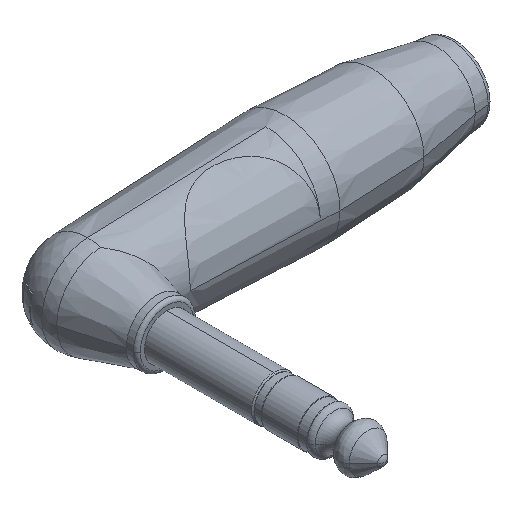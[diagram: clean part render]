
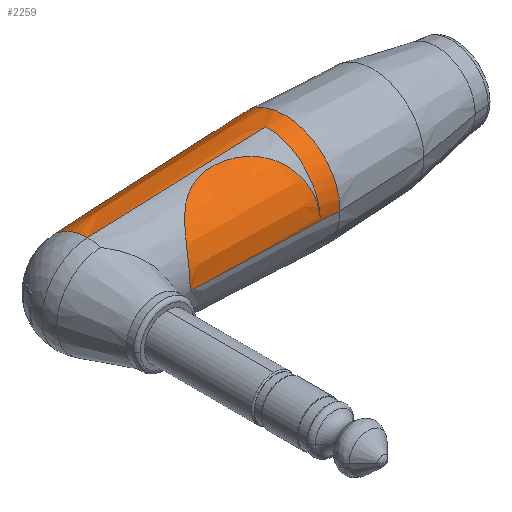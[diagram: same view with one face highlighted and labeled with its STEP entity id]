
A CAD part, isometric view. The second image highlights one B-rep face of the part: STEP entity #2259.
In plain terms, the highlighted conical face has half-angle 2.165 degrees and reference radius 7.273 mm.
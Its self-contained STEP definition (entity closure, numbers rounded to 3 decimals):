
#147=CARTESIAN_POINT('',(-0.255,7.,0.));
#148=DIRECTION('',(1.,0.,0.));
#149=DIRECTION('',(0.,0.,-1.));
#150=AXIS2_PLACEMENT_3D('',#147,#148,#149);
#443=CARTESIAN_POINT('',(25.,7.,0.));
#444=DIRECTION('',(1.,0.,0.));
#445=DIRECTION('',(0.,0.,-1.));
#446=AXIS2_PLACEMENT_3D('',#443,#444,#445);
#448=DIRECTION('',(0.999,0.038,0.));
#449=VECTOR('',#448,2.688);
#450=CARTESIAN_POINT('',(25.,14.7,0.));
#451=LINE('',#450,#449);
#452=DIRECTION('',(0.999,-0.038,0.));
#453=VECTOR('',#452,20.462);
#454=CARTESIAN_POINT('',(7.239,-0.029,0.));
#455=LINE('',#454,#453);
#456=CARTESIAN_POINT('',(21.459,4.385,7.1));
#457=CARTESIAN_POINT('',(21.136,4.658,7.187));
#458=CARTESIAN_POINT('',(20.45,5.158,7.31));
#459=CARTESIAN_POINT('',(19.308,5.756,7.386));
#460=CARTESIAN_POINT('',(18.052,6.163,7.392));
#461=CARTESIAN_POINT('',(16.684,6.343,7.356));
#462=CARTESIAN_POINT('',(15.258,6.26,7.295));
#463=CARTESIAN_POINT('',(13.86,5.919,7.203));
#464=CARTESIAN_POINT('',(12.533,5.354,7.05));
#465=CARTESIAN_POINT('',(11.304,4.603,6.79));
#466=CARTESIAN_POINT('',(10.228,3.741,6.381));
#467=CARTESIAN_POINT('',(9.343,2.864,5.814));
#468=CARTESIAN_POINT('',(8.639,2.039,5.093));
#469=CARTESIAN_POINT('',(8.107,1.329,4.257));
#470=CARTESIAN_POINT('',(7.705,0.734,3.289));
#471=CARTESIAN_POINT('',(7.434,0.301,2.25));
#472=CARTESIAN_POINT('',(7.274,0.031,1.133));
#473=CARTESIAN_POINT('',(7.239,-0.028,
0.377));
#474=CARTESIAN_POINT('',(7.239,-0.029,0.));
#476=DIRECTION('',(0.999,0.,-0.038));
#477=VECTOR('',#476,25.273);
#478=CARTESIAN_POINT('',(-0.255,7.,-6.745));
#479=LINE('',#478,#477);
#480=DIRECTION('',(0.999,0.,0.038));
#481=VECTOR('',#480,25.273);
#482=CARTESIAN_POINT('',(-0.255,7.,6.745));
#483=LINE('',#482,#481);
#484=CARTESIAN_POINT('',(25.,7.,0.));
#485=DIRECTION('',(-1.,0.,0.));
#486=DIRECTION('',(0.,-0.998,0.061));
#487=AXIS2_PLACEMENT_3D('',#484,#485,#486);
#489=CARTESIAN_POINT('',(25.,-0.686,0.468));
#490=CARTESIAN_POINT('',(24.991,-0.663,
0.84));
#491=CARTESIAN_POINT('',(24.947,-0.562,1.578));
#492=CARTESIAN_POINT('',(24.809,-0.25,2.65));
#493=CARTESIAN_POINT('',(24.596,0.204,3.642));
#494=CARTESIAN_POINT('',(24.394,0.596,4.249));
#495=CARTESIAN_POINT('',(24.278,0.811,4.535));
#497=CARTESIAN_POINT('',(24.278,0.811,4.535));
#498=CARTESIAN_POINT('',(24.146,1.06,4.866));
#499=CARTESIAN_POINT('',(23.83,1.603,5.474));
#500=CARTESIAN_POINT('',(23.21,2.529,6.222));
#501=CARTESIAN_POINT('',(22.423,3.495,6.773));
#502=CARTESIAN_POINT('',(21.798,4.097,7.007));
#503=CARTESIAN_POINT('',(21.459,4.385,7.1));
#518=CARTESIAN_POINT('',(27.686,7.,0.));
#519=DIRECTION('',(1.,0.,0.));
#520=DIRECTION('',(0.,1.,0.));
#521=AXIS2_PLACEMENT_3D('',#518,#519,#520);
#1577=CARTESIAN_POINT('',(-0.255,7.,-6.745));
#1579=VERTEX_POINT('',#1577);
#1580=CARTESIAN_POINT('',(-0.255,7.,6.745));
#1581=VERTEX_POINT('',#1580);
#1618=CARTESIAN_POINT('',(27.686,14.802,0.));
#1620=VERTEX_POINT('',#1618);
#1622=CARTESIAN_POINT('',(27.686,-0.802,0.));
#1624=VERTEX_POINT('',#1622);
#1662=CARTESIAN_POINT('',(25.,7.,-7.7));
#1663=CARTESIAN_POINT('',(25.,14.7,0.));
#1664=VERTEX_POINT('',#1662);
#1665=VERTEX_POINT('',#1663);
#1666=CARTESIAN_POINT('',(25.,-0.686,0.468));
#1667=CARTESIAN_POINT('',(25.,7.,7.7));
#1668=VERTEX_POINT('',#1666);
#1669=VERTEX_POINT('',#1667);
#1670=VERTEX_POINT('',#495);
#1671=VERTEX_POINT('',#503);
#1672=VERTEX_POINT('',#474);
#2231=CARTESIAN_POINT('',(13.716,7.,0.));
#2232=DIRECTION('',(1.,0.,0.));
#2233=DIRECTION('',(0.,0.,1.));
#2234=AXIS2_PLACEMENT_3D('',#2231,#2232,#2233);
#2235=CONICAL_SURFACE('',#2234,7.273,2.165);
#2237=ORIENTED_EDGE('',*,*,#2236,.T.);
#2239=ORIENTED_EDGE('',*,*,#2238,.F.);
#2240=ORIENTED_EDGE('',*,*,#1836,.F.);
#2242=ORIENTED_EDGE('',*,*,#2241,.T.);
#2244=ORIENTED_EDGE('',*,*,#2243,.T.);
#2246=ORIENTED_EDGE('',*,*,#2245,.T.);
#2248=ORIENTED_EDGE('',*,*,#2247,.T.);
#2250=ORIENTED_EDGE('',*,*,#2249,.F.);
#2252=ORIENTED_EDGE('',*,*,#2251,.F.);
#2254=ORIENTED_EDGE('',*,*,#2253,.F.);
#2256=ORIENTED_EDGE('',*,*,#2255,.F.);
#2257=EDGE_LOOP('',(#2237,#2239,#2240,#2242,#2244,#2246,#2248,#2250,#2252,#2254,
#2256));
#2258=FACE_OUTER_BOUND('',#2257,.F.);
#151=CIRCLE('',#150,6.745);
#447=CIRCLE('',#446,7.7);
#475=B_SPLINE_CURVE_WITH_KNOTS('',3,(#456,#457,#458,#459,#460,#461,#462,#463,
#464,#465,#466,#467,#468,#469,#470,#471,#472,#473,#474),.UNSPECIFIED.,.F.,.F.,
(4,1,1,1,1,1,1,1,1,1,1,1,1,1,1,1,4),(0.,0.063,0.125,0.188,0.25,
0.313,0.375,0.438,0.5,0.563,0.625,0.688,0.75,0.813,
0.875,0.938,1.),.UNSPECIFIED.);
#488=CIRCLE('',#487,7.7);
#496=B_SPLINE_CURVE_WITH_KNOTS('',3,(#489,#490,#491,#492,#493,#494,#495),
.UNSPECIFIED.,.F.,.F.,(4,1,1,1,4),(0.,0.25,0.5,0.75,1.),
.UNSPECIFIED.);
#504=B_SPLINE_CURVE_WITH_KNOTS('',3,(#497,#498,#499,#500,#501,#502,#503),
.UNSPECIFIED.,.F.,.F.,(4,1,1,1,4),(0.,0.25,0.5,0.75,1.),
.UNSPECIFIED.);
#522=CIRCLE('',#521,7.802);
#1836=EDGE_CURVE('',#1579,#1581,#151,.T.);
#2236=EDGE_CURVE('',#1668,#1669,#488,.T.);
#2238=EDGE_CURVE('',#1581,#1669,#483,.T.);
#2241=EDGE_CURVE('',#1579,#1664,#479,.T.);
#2243=EDGE_CURVE('',#1664,#1665,#447,.T.);
#2245=EDGE_CURVE('',#1665,#1620,#451,.T.);
#2247=EDGE_CURVE('',#1620,#1624,#522,.T.);
#2249=EDGE_CURVE('',#1672,#1624,#455,.T.);
#2251=EDGE_CURVE('',#1671,#1672,#475,.T.);
#2253=EDGE_CURVE('',#1670,#1671,#504,.T.);
#2255=EDGE_CURVE('',#1668,#1670,#496,.T.);
#2259=ADVANCED_FACE('',(#2258),#2235,.T.);
